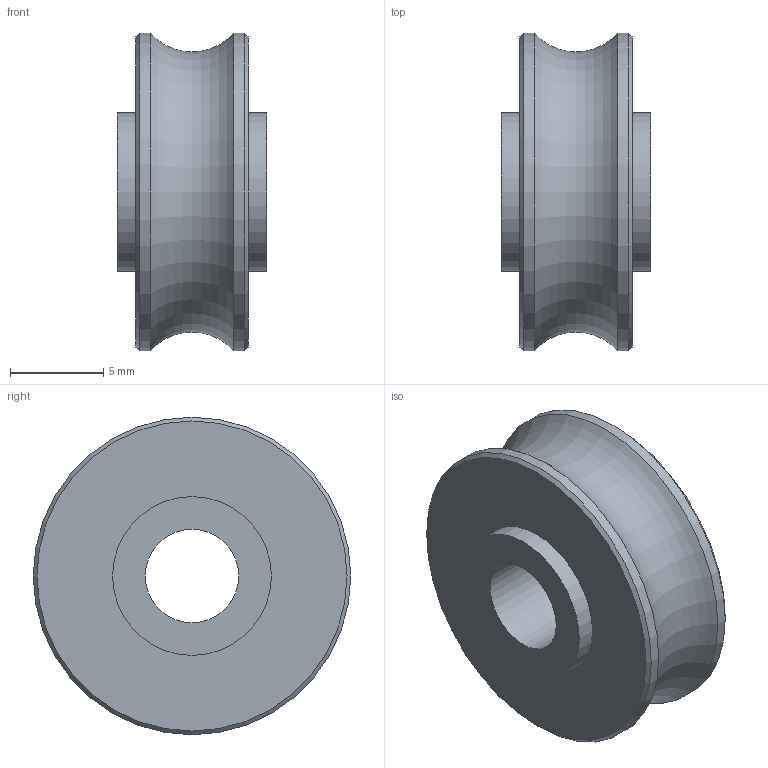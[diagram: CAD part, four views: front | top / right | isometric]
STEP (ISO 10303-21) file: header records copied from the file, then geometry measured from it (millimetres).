
FILE_DESCRIPTION(/* description */ ('Translator using VaultInventorServer'),/* implementation_level */ '2;1');
FILE_NAME(/* name */ '80RT00012R-A_A.stp',/* time_stamp */ '2025-03-13T14:53:19+01:00',/* author */ (''),/* organization */ (''),/* preprocessor_version */ 'ST-DEVELOPER v18.1',/* originating_system */ 'Autodesk Inventor 2022',/* authorisation */ '');
FILE_SCHEMA (('AUTOMOTIVE_DESIGN { 1 0 10303 214 3 1 1 }'));
Length unit declared in the file: millimetre
Products named in the file (1): 80RT00012R-A
Bounding box: 8 x 17 x 17 mm (x, y, z)
Volume: 1158.7 mm3; surface area: 911.4 mm2
Topology: 1 solids, 1 shells, 12 faces, 24 edges, 16 vertices
Faces by surface type: cylinder 5, plane 4, cone 2, torus 1
Full cylindrical faces by diameter (mm): 5 x1, 8.5 x2, 17 x2
Entity records: 372 total; most frequent: DIRECTION 67, CARTESIAN_POINT 53, ORIENTED_EDGE 48, AXIS2_PLACEMENT_3D 30, EDGE_CURVE 24, CIRCLE 17, EDGE_LOOP 16, VERTEX_POINT 16
